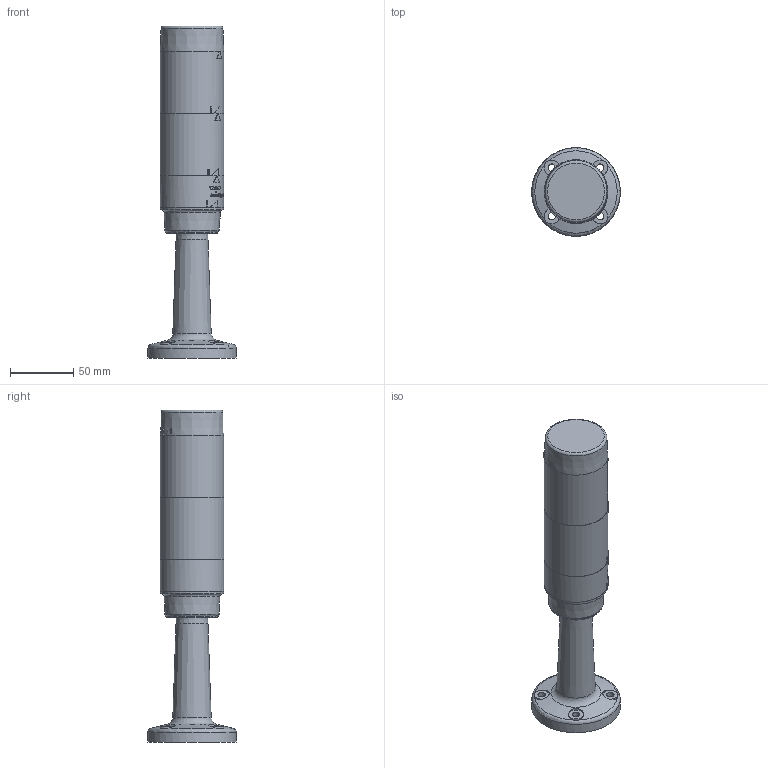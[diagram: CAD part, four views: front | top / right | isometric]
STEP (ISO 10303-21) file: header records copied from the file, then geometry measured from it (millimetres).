
FILE_DESCRIPTION(/* description */ (''),/* implementation_level */ '2;1');
FILE_NAME(/* name */ 'CT5-Q01_AuerSignal.stp',/* time_stamp */ '2021-08-17T08:49:18+02:00',/* author */ (''),/* organization */ (''),/* preprocessor_version */ 'ST-DEVELOPER v16',/* originating_system */ 'SIEMENS PLM Software NX 10.0',/* authorisation */ '');
FILE_SCHEMA (('AUTOMOTIVE_DESIGN { 1 0 10303 214 3 1 1 1 }'));
Length unit declared in the file: millimetre
Products named in the file (1): l.iv5E5816E0z10h
Bounding box: 69.73 x 69.73 x 261.45 mm (x, y, z)
Volume: 201736.2 mm3; surface area: 81263.7 mm2
Topology: 4 solids, 5 shells, 134 faces, 383 edges, 296 vertices
Faces by surface type: cylinder 41, plane 41, cone 26, bspline 21, torus 5
Full cylindrical faces by diameter (mm): 15 x1, 47 x2, 47.3 x2, 47.5 x1, 50 x3
Entity records: 5771 total; most frequent: CARTESIAN_POINT 2185, ORIENTED_EDGE 658, DIRECTION 534, EDGE_CURVE 329, VERTEX_POINT 273, AXIS2_PLACEMENT_3D 234, EDGE_LOOP 210, B_SPLINE_CURVE_WITH_KNOTS 143
